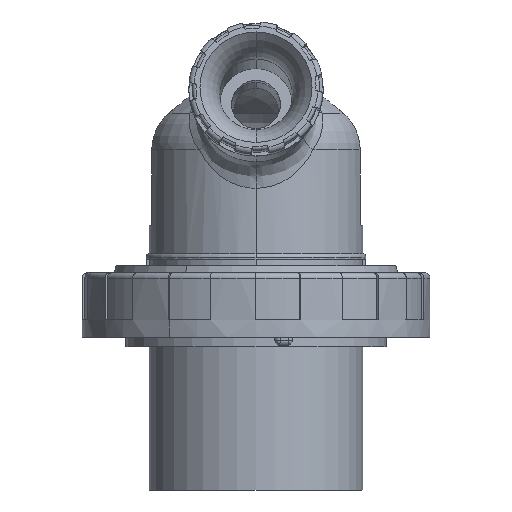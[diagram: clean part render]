
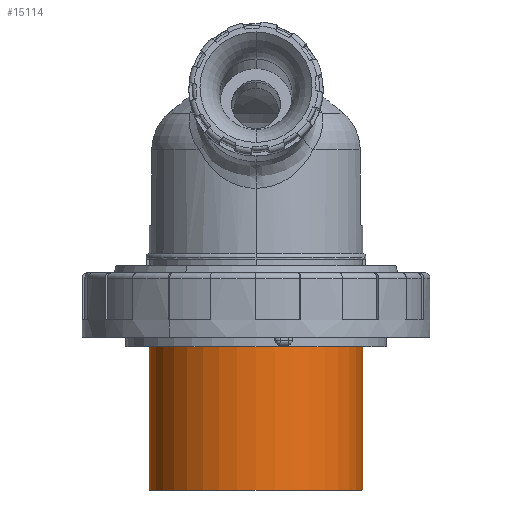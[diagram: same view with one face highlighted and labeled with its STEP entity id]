
A CAD part, left-side view. The second image highlights one B-rep face of the part: STEP entity #15114.
In plain terms, the highlighted cylindrical face has radius 31.5 mm (diameter 63 mm), a partial arc.
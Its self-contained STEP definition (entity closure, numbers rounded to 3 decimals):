
#10645=CARTESIAN_POINT('',(0.,0.,42.2));
#10646=DIRECTION('',(0.,0.,1.));
#10647=DIRECTION('',(0.,1.,0.));
#10648=AXIS2_PLACEMENT_3D('',#10645,#10646,#10647);
#10664=DIRECTION('',(0.,0.,1.));
#10665=VECTOR('',#10664,42.2);
#10666=CARTESIAN_POINT('',(0.,-31.5,0.));
#10667=LINE('',#10666,#10665);
#10668=DIRECTION('',(0.,0.,1.));
#10669=VECTOR('',#10668,42.2);
#10670=CARTESIAN_POINT('',(0.,31.5,0.));
#10671=LINE('',#10670,#10669);
#10725=CARTESIAN_POINT('',(0.,0.,0.));
#10726=DIRECTION('',(0.,0.,1.));
#10727=DIRECTION('',(0.,1.,0.));
#10728=AXIS2_PLACEMENT_3D('',#10725,#10726,#10727);
#11668=CARTESIAN_POINT('',(0.,31.5,0.));
#11669=CARTESIAN_POINT('',(0.,31.5,42.2));
#11670=VERTEX_POINT('',#11668);
#11671=VERTEX_POINT('',#11669);
#11680=CARTESIAN_POINT('',(0.,-31.5,0.));
#11681=CARTESIAN_POINT('',(0.,-31.5,42.2));
#11682=VERTEX_POINT('',#11680);
#11683=VERTEX_POINT('',#11681);
#15103=CARTESIAN_POINT('',(0.,0.,-3.425));
#15104=DIRECTION('',(0.,0.,1.));
#15105=DIRECTION('',(0.,1.,0.));
#15106=AXIS2_PLACEMENT_3D('',#15103,#15104,#15105);
#15107=CYLINDRICAL_SURFACE('',#15106,31.5);
#15108=ORIENTED_EDGE('',*,*,#15017,.T.);
#15109=ORIENTED_EDGE('',*,*,#14998,.T.);
#15110=ORIENTED_EDGE('',*,*,#15014,.F.);
#15111=ORIENTED_EDGE('',*,*,#15067,.F.);
#15112=EDGE_LOOP('',(#15108,#15109,#15110,#15111));
#15113=FACE_OUTER_BOUND('',#15112,.F.);
#15114=ADVANCED_FACE('',(#15113),#15107,.T.);
#10649=CIRCLE('',#10648,31.5);
#10729=CIRCLE('',#10728,31.5);
#14998=EDGE_CURVE('',#11671,#11683,#10649,.T.);
#15014=EDGE_CURVE('',#11682,#11683,#10667,.T.);
#15017=EDGE_CURVE('',#11670,#11671,#10671,.T.);
#15067=EDGE_CURVE('',#11670,#11682,#10729,.T.);
